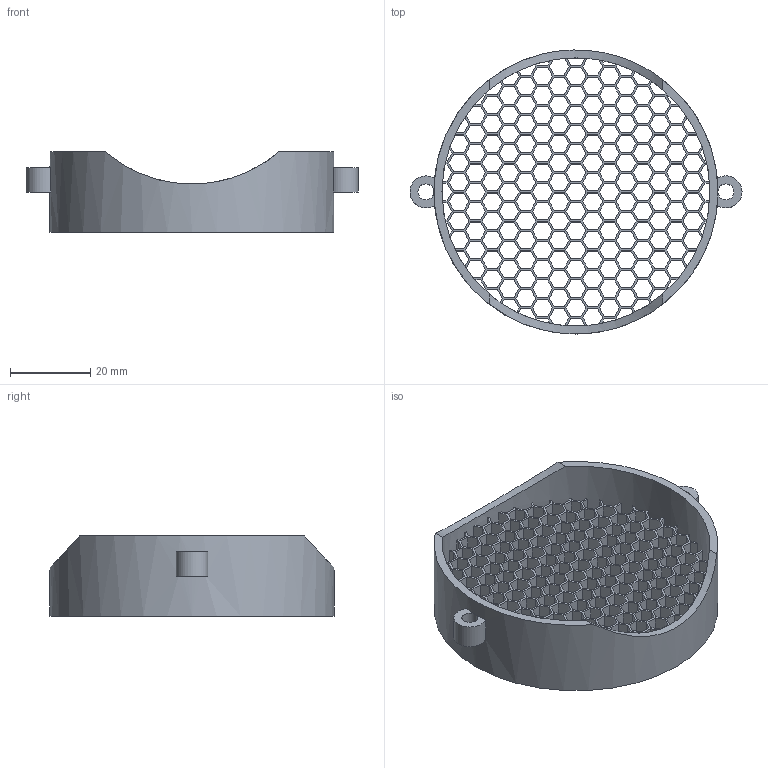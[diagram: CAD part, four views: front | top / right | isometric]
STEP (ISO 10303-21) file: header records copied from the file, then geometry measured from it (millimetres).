
FILE_DESCRIPTION(('FreeCAD Model'),'2;1');
FILE_NAME('Open CASCADE Shape Model','2024-10-13T15:16:02',(''),(''), 'Open CASCADE STEP processor 7.6','FreeCAD','Unknown');
FILE_SCHEMA(('AUTOMOTIVE_DESIGN { 1 0 10303 214 1 1 1 1 }'));
Length unit declared in the file: millimetre
Products named in the file (1): union001
Bounding box: 82.99 x 71 x 20 mm (x, y, z)
Volume: 14945 mm3; surface area: 36287.1 mm2
Topology: 1 solids, 1 shells, 1111 faces, 3519 edges, 2312 vertices
Faces by surface type: plane 1101, cylinder 10
Full cylindrical faces by diameter (mm): 4 x1, 67 x1, 71 x1
Entity records: 39045 total; most frequent: ORIENTED_EDGE 7038, CARTESIAN_POINT 7025, DIRECTION 5917, EDGE_CURVE 3519, LINE 3341, VECTOR 3341, VERTEX_POINT 2312, FACE_BOUND 1419
